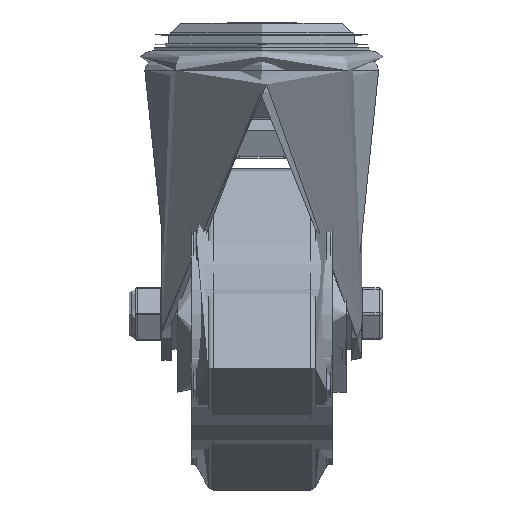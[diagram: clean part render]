
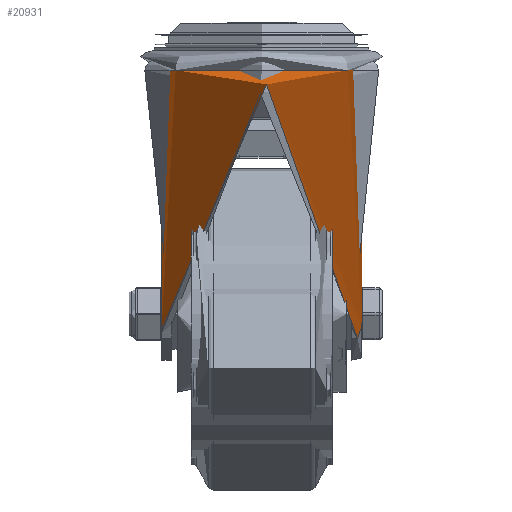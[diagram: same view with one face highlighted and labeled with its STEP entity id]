
A CAD part, left-side view. The second image highlights one B-rep face of the part: STEP entity #20931.
In plain terms, the highlighted cylindrical face has radius 45 mm (diameter 90 mm), a partial arc.
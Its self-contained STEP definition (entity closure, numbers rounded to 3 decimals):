
#516=B_SPLINE_CURVE_WITH_KNOTS('',3,(#29976,#29977,#29978,#29979,#29980,
#29981,#29982,#29983,#29984,#29985,#29986,#29987,#29988,#29989,#29990,#29991,
#29992,#29993,#29994,#29995,#29996,#29997,#29998,#29999,#30000,#30001,#30002,
#30003,#30004,#30005,#30006,#30007,#30008,#30009,#30010,#30011,#30012,#30013,
#30014,#30015,#30016,#30017,#30018,#30019,#30020,#30021,#30022,#30023,#30024,
#30025),.UNSPECIFIED.,.F.,.F.,(4,2,2,2,2,2,2,2,2,2,2,2,2,2,2,2,2,2,2,2,
2,2,2,2,4),(-28.135,-27.751,-25.577,-23.403,
-21.229,-20.309,-19.39,-18.47,-17.55,
-16.903,-16.256,-15.609,-14.963,
-14.316,-13.669,-13.022,-12.375,
-11.455,-10.535,-9.616,-8.696,
-6.522,-4.348,-2.174,-1.419),
 .UNSPECIFIED.);
#521=B_SPLINE_CURVE_WITH_KNOTS('',3,(#30191,#30192,#30193,#30194,#30195,
#30196),.UNSPECIFIED.,.F.,.F.,(4,2,4),(1.294,1.37,
1.398),.UNSPECIFIED.);
#534=B_SPLINE_CURVE_WITH_KNOTS('',3,(#30425,#30426,#30427,#30428,#30429,
#30430),.UNSPECIFIED.,.F.,.F.,(4,2,4),(2.487,2.515,
2.59),.UNSPECIFIED.);
#535=B_SPLINE_CURVE_WITH_KNOTS('',3,(#30459,#30460,#30461,#30462,#30463,
#30464),.UNSPECIFIED.,.F.,.F.,(4,2,4),(4.01,4.169,
4.503),.UNSPECIFIED.);
#2381=FACE_OUTER_BOUND('',#3602,.T.);
#3602=EDGE_LOOP('',(#14961,#14962,#14963,#14964,#14965,#14966,#14967));
#4961=LINE('',#30205,#6542);
#4989=LINE('',#30442,#6570);
#6542=VECTOR('',#24930,10.);
#6570=VECTOR('',#25010,10.);
#8079=CIRCLE('',#22527,45.);
#8895=VERTEX_POINT('',#29973);
#8896=VERTEX_POINT('',#29975);
#8931=VERTEX_POINT('',#30179);
#8932=VERTEX_POINT('',#30190);
#8934=VERTEX_POINT('',#30204);
#8961=VERTEX_POINT('',#30370);
#8977=VERTEX_POINT('',#30423);
#11150=EDGE_CURVE('',#8896,#8895,#516,.T.);
#11197=EDGE_CURVE('',#8932,#8931,#521,.T.);
#11202=EDGE_CURVE('',#8934,#8932,#4961,.F.);
#11233=EDGE_CURVE('',#8931,#8961,#8079,.T.);
#11253=EDGE_CURVE('',#8977,#8961,#534,.F.);
#11260=EDGE_CURVE('',#8977,#8896,#4989,.T.);
#11269=EDGE_CURVE('',#8934,#8895,#535,.F.);
#14961=ORIENTED_EDGE('',*,*,#11233,.T.);
#14962=ORIENTED_EDGE('',*,*,#11253,.F.);
#14963=ORIENTED_EDGE('',*,*,#11260,.T.);
#14964=ORIENTED_EDGE('',*,*,#11150,.T.);
#14965=ORIENTED_EDGE('',*,*,#11269,.F.);
#14966=ORIENTED_EDGE('',*,*,#11202,.T.);
#14967=ORIENTED_EDGE('',*,*,#11197,.T.);
#20508=CYLINDRICAL_SURFACE('',#22553,45.);
#20931=ADVANCED_FACE('',(#2381),#20508,.T.);
#22527=AXIS2_PLACEMENT_3D('',#30381,#24960,#24961);
#22553=AXIS2_PLACEMENT_3D('',#30465,#25032,#25033);
#24930=DIRECTION('',(0.,0.,-1.));
#24960=DIRECTION('center_axis',(0.,0.,-1.));
#24961=DIRECTION('ref_axis',(-1.,0.,0.));
#25010=DIRECTION('',(0.,0.,-1.));
#25032=DIRECTION('center_axis',(0.,0.,-1.));
#25033=DIRECTION('ref_axis',(-1.,0.,0.));
#29973=CARTESIAN_POINT('',(29.479,-34.,-112.212));
#29975=CARTESIAN_POINT('',(27.654,35.5,-109.192));
#29976=CARTESIAN_POINT('Ctrl Pts',(27.654,35.5,-109.192));
#29977=CARTESIAN_POINT('Ctrl Pts',(27.015,35.998,-108.144));
#29978=CARTESIAN_POINT('Ctrl Pts',(26.364,36.478,-107.089));
#29979=CARTESIAN_POINT('Ctrl Pts',(21.952,39.547,-100.014));
#29980=CARTESIAN_POINT('Ctrl Pts',(17.851,41.559,-93.812));
#29981=CARTESIAN_POINT('Ctrl Pts',(9.146,44.296,-81.475));
#29982=CARTESIAN_POINT('Ctrl Pts',(4.545,45.016,-75.344));
#29983=CARTESIAN_POINT('Ctrl Pts',(-4.858,44.983,-63.549));
#29984=CARTESIAN_POINT('Ctrl Pts',(-9.661,44.231,-57.884));
#29985=CARTESIAN_POINT('Ctrl Pts',(-16.369,41.97,-50.385));
#29986=CARTESIAN_POINT('Ctrl Pts',(-18.456,41.109,-48.105));
#29987=CARTESIAN_POINT('Ctrl Pts',(-22.66,38.95,-43.623));
#29988=CARTESIAN_POINT('Ctrl Pts',(-24.776,37.652,-41.422));
#29989=CARTESIAN_POINT('Ctrl Pts',(-28.873,34.61,-37.253));
#29990=CARTESIAN_POINT('Ctrl Pts',(-30.855,32.865,-35.283));
#29991=CARTESIAN_POINT('Ctrl Pts',(-34.533,28.977,-31.697));
#29992=CARTESIAN_POINT('Ctrl Pts',(-36.228,26.832,-30.08));
#29993=CARTESIAN_POINT('Ctrl Pts',(-38.762,22.938,-27.696));
#29994=CARTESIAN_POINT('Ctrl Pts',(-39.772,21.159,-26.757));
#29995=CARTESIAN_POINT('Ctrl Pts',(-41.583,17.33,-25.088));
#29996=CARTESIAN_POINT('Ctrl Pts',(-42.384,15.281,-24.358));
#29997=CARTESIAN_POINT('Ctrl Pts',(-43.684,11.028,-23.18));
#29998=CARTESIAN_POINT('Ctrl Pts',(-44.184,8.82,-22.731));
#29999=CARTESIAN_POINT('Ctrl Pts',(-44.842,4.384,-22.141));
#30000=CARTESIAN_POINT('Ctrl Pts',(-45.,2.156,-22.));
#30001=CARTESIAN_POINT('Ctrl Pts',(-45.,-2.156,-22.));
#30002=CARTESIAN_POINT('Ctrl Pts',(-44.842,-4.384,
-22.141));
#30003=CARTESIAN_POINT('Ctrl Pts',(-44.184,-8.82,
-22.731));
#30004=CARTESIAN_POINT('Ctrl Pts',(-43.684,-11.028,
-23.18));
#30005=CARTESIAN_POINT('Ctrl Pts',(-42.384,-15.281,
-24.358));
#30006=CARTESIAN_POINT('Ctrl Pts',(-41.583,-17.33,-25.088));
#30007=CARTESIAN_POINT('Ctrl Pts',(-39.772,-21.159,-26.757));
#30008=CARTESIAN_POINT('Ctrl Pts',(-38.762,-22.938,
-27.696));
#30009=CARTESIAN_POINT('Ctrl Pts',(-36.228,-26.832,
-30.08));
#30010=CARTESIAN_POINT('Ctrl Pts',(-34.533,-28.977,
-31.697));
#30011=CARTESIAN_POINT('Ctrl Pts',(-30.855,-32.865,
-35.283));
#30012=CARTESIAN_POINT('Ctrl Pts',(-28.873,-34.61,
-37.253));
#30013=CARTESIAN_POINT('Ctrl Pts',(-24.776,-37.652,
-41.422));
#30014=CARTESIAN_POINT('Ctrl Pts',(-22.66,-38.95,
-43.623));
#30015=CARTESIAN_POINT('Ctrl Pts',(-18.456,-41.109,
-48.105));
#30016=CARTESIAN_POINT('Ctrl Pts',(-16.369,-41.97,
-50.385));
#30017=CARTESIAN_POINT('Ctrl Pts',(-9.661,-44.231,
-57.884));
#30018=CARTESIAN_POINT('Ctrl Pts',(-4.858,-44.983,
-63.549));
#30019=CARTESIAN_POINT('Ctrl Pts',(4.545,-45.016,-75.344));
#30020=CARTESIAN_POINT('Ctrl Pts',(9.146,-44.296,-81.475));
#30021=CARTESIAN_POINT('Ctrl Pts',(17.851,-41.559,-93.812));
#30022=CARTESIAN_POINT('Ctrl Pts',(21.952,-39.547,-100.014));
#30023=CARTESIAN_POINT('Ctrl Pts',(27.004,-36.032,-108.116));
#30024=CARTESIAN_POINT('Ctrl Pts',(28.264,-35.053,-110.181));
#30025=CARTESIAN_POINT('Ctrl Pts',(29.479,-34.,-112.212));
#30179=CARTESIAN_POINT('',(27.84,-35.354,-17.));
#30190=CARTESIAN_POINT('',(27.654,-35.5,-18.));
#30191=CARTESIAN_POINT('Ctrl Pts',(27.654,-35.5,-18.));
#30192=CARTESIAN_POINT('Ctrl Pts',(27.654,-35.5,-17.748));
#30193=CARTESIAN_POINT('Ctrl Pts',(27.689,-35.473,-17.499));
#30194=CARTESIAN_POINT('Ctrl Pts',(27.78,-35.402,-17.172));
#30195=CARTESIAN_POINT('Ctrl Pts',(27.808,-35.379,-17.085));
#30196=CARTESIAN_POINT('Ctrl Pts',(27.84,-35.354,-17.));
#30204=CARTESIAN_POINT('',(27.654,-35.5,-107.741));
#30205=CARTESIAN_POINT('',(27.654,-35.5,-66.));
#30370=CARTESIAN_POINT('',(27.84,35.354,-17.));
#30381=CARTESIAN_POINT('Origin',(0.,0.,-17.));
#30423=CARTESIAN_POINT('',(27.654,35.5,-18.));
#30425=CARTESIAN_POINT('Ctrl Pts',(27.84,35.354,-17.));
#30426=CARTESIAN_POINT('Ctrl Pts',(27.808,35.379,-17.085));
#30427=CARTESIAN_POINT('Ctrl Pts',(27.78,35.402,-17.172));
#30428=CARTESIAN_POINT('Ctrl Pts',(27.689,35.473,-17.499));
#30429=CARTESIAN_POINT('Ctrl Pts',(27.654,35.5,-17.748));
#30430=CARTESIAN_POINT('Ctrl Pts',(27.654,35.5,-18.));
#30442=CARTESIAN_POINT('',(27.654,35.5,-66.));
#30459=CARTESIAN_POINT('Ctrl Pts',(29.479,-34.,-112.212));
#30460=CARTESIAN_POINT('Ctrl Pts',(29.222,-34.223,-111.782));
#30461=CARTESIAN_POINT('Ctrl Pts',(28.981,-34.427,-111.333));
#30462=CARTESIAN_POINT('Ctrl Pts',(28.293,-34.998,-109.886));
#30463=CARTESIAN_POINT('Ctrl Pts',(27.916,-35.296,-108.831));
#30464=CARTESIAN_POINT('Ctrl Pts',(27.654,-35.5,-107.741));
#30465=CARTESIAN_POINT('Origin',(0.,0.,-66.));
